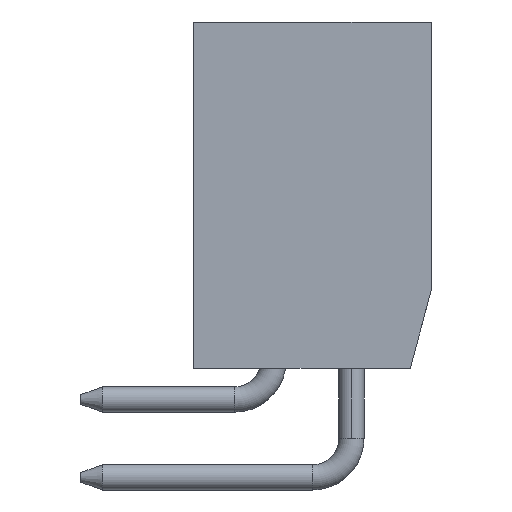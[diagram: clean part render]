
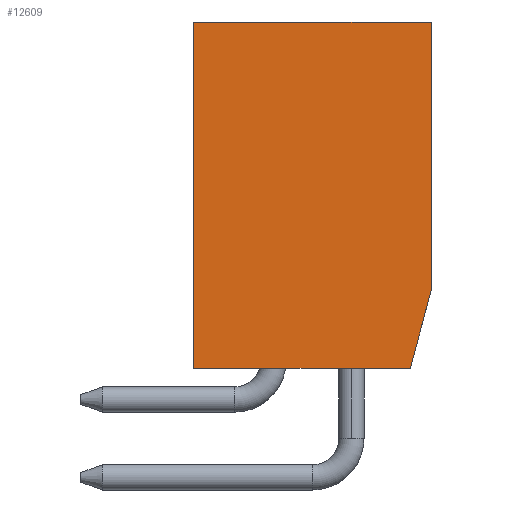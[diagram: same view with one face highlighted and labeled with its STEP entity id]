
A CAD part, left-side view. The second image highlights one B-rep face of the part: STEP entity #12609.
In plain terms, the highlighted planar face has unit normal (-1, 0, 0).
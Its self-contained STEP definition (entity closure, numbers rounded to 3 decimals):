
#136 = VERTEX_POINT ( 'NONE', #6797 ) ;
#145 = VERTEX_POINT ( 'NONE', #7787 ) ;
#496 = CARTESIAN_POINT ( 'NONE',  ( -7.3, -3.05, 8.9 ) ) ;
#506 = EDGE_CURVE ( 'NONE', #136, #11369, #11224, .T. ) ;
#1044 = VERTEX_POINT ( 'NONE', #12154 ) ;
#1782 = VECTOR ( 'NONE', #6460, 1000. ) ;
#2182 = CARTESIAN_POINT ( 'NONE',  ( -7.3, -3.05, 8.9 ) ) ;
#2224 = DIRECTION ( 'NONE',  ( 0., -0.259, 0.966 ) ) ;
#2400 = EDGE_LOOP ( 'NONE', ( #3879, #12593, #3877, #10793, #8364 ) ) ;
#2520 = DIRECTION ( 'NONE',  ( 0., 0., -1. ) ) ;
#2586 = PLANE ( 'NONE',  #11059 ) ;
#3877 = ORIENTED_EDGE ( 'NONE', *, *, #506, .F. ) ;
#3879 = ORIENTED_EDGE ( 'NONE', *, *, #4215, .T. ) ;
#4024 = EDGE_CURVE ( 'NONE', #145, #136, #11581, .T. ) ;
#4215 = EDGE_CURVE ( 'NONE', #7205, #1044, #7987, .T. ) ;
#4625 = DIRECTION ( 'NONE',  ( 0., 0., -1. ) ) ;
#4814 = VECTOR ( 'NONE', #2520, 1000. ) ;
#5008 = DIRECTION ( 'NONE',  ( 0., -1., 0. ) ) ;
#5089 = EDGE_CURVE ( 'NONE', #1044, #11369, #5433, .T. ) ;
#5218 = EDGE_CURVE ( 'NONE', #145, #7205, #9719, .T. ) ;
#5433 = LINE ( 'NONE', #11267, #12395 ) ;
#5803 = VECTOR ( 'NONE', #5008, 1000. ) ;
#6460 = DIRECTION ( 'NONE',  ( 0., 0., -1. ) ) ;
#6797 = CARTESIAN_POINT ( 'NONE',  ( -7.3, -3.05, 8.9 ) ) ;
#6826 = CARTESIAN_POINT ( 'NONE',  ( -7.3, 3.05, 8.9 ) ) ;
#7205 = VERTEX_POINT ( 'NONE', #10626 ) ;
#7359 = CARTESIAN_POINT ( 'NONE',  ( -7.3, -3.05, 2. ) ) ;
#7492 = DIRECTION ( 'NONE',  ( 1., 0., 0. ) ) ;
#7546 = FACE_OUTER_BOUND ( 'NONE', #2400, .T. ) ;
#7787 = CARTESIAN_POINT ( 'NONE',  ( -7.3, 3.05, 8.9 ) ) ;
#7987 = LINE ( 'NONE', #11989, #5803 ) ;
#8364 = ORIENTED_EDGE ( 'NONE', *, *, #5218, .T. ) ;
#9719 = LINE ( 'NONE', #6826, #4814 ) ;
#10626 = CARTESIAN_POINT ( 'NONE',  ( -7.3, 3.05, 0. ) ) ;
#10793 = ORIENTED_EDGE ( 'NONE', *, *, #4024, .F. ) ;
#11059 = AXIS2_PLACEMENT_3D ( 'NONE', #496, #7492, #4625 ) ;
#11224 = LINE ( 'NONE', #2182, #1782 ) ;
#11267 = CARTESIAN_POINT ( 'NONE',  ( -7.3, -3.05, 2. ) ) ;
#11369 = VERTEX_POINT ( 'NONE', #7359 ) ;
#11472 = CARTESIAN_POINT ( 'NONE',  ( -7.3, -3.05, 8.9 ) ) ;
#11581 = LINE ( 'NONE', #11472, #12616 ) ;
#11989 = CARTESIAN_POINT ( 'NONE',  ( -7.3, -3.05, 0. ) ) ;
#12154 = CARTESIAN_POINT ( 'NONE',  ( -7.3, -2.514, 0. ) ) ;
#12395 = VECTOR ( 'NONE', #2224, 1000. ) ;
#12569 = DIRECTION ( 'NONE',  ( 0., -1., 0. ) ) ;
#12593 = ORIENTED_EDGE ( 'NONE', *, *, #5089, .T. ) ;
#12609 = ADVANCED_FACE ( 'NONE', ( #7546 ), #2586, .F. ) ;
#12616 = VECTOR ( 'NONE', #12569, 1000. ) ;
